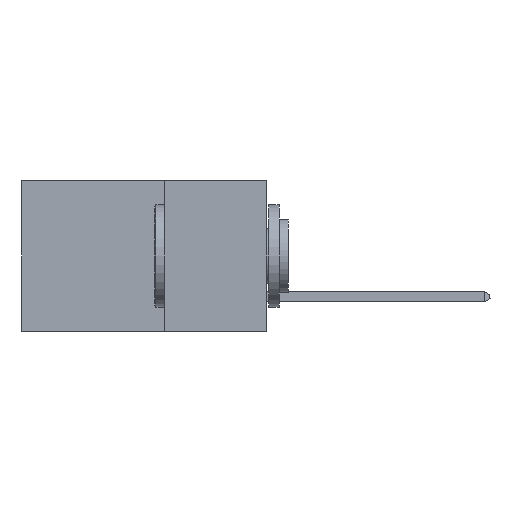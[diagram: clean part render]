
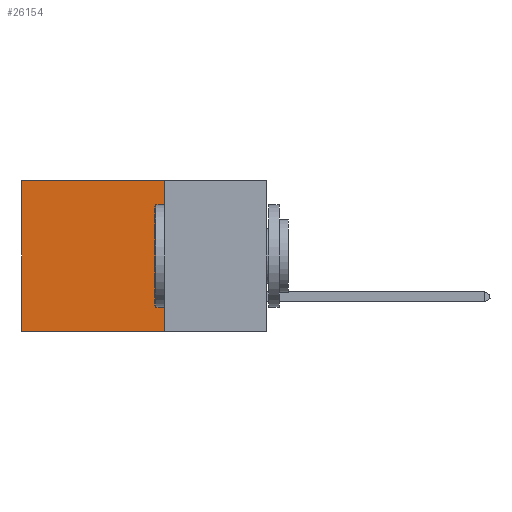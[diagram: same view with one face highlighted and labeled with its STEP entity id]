
A CAD part, left-side view. The second image highlights one B-rep face of the part: STEP entity #26154.
In plain terms, the highlighted planar face has unit normal (-1, 0, 0).
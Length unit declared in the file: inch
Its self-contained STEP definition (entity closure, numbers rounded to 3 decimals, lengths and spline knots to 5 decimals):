
#210 = DIRECTION ( 'NONE',  ( 0., 1., 0. ) ) ;
#2244 = EDGE_CURVE ( 'NONE', #2767, #47761, #8611, .T. ) ;
#2767 = VERTEX_POINT ( 'NONE', #29495 ) ;
#4021 = CARTESIAN_POINT ( 'NONE',  ( 0.2875, 0.6, -0.37 ) ) ;
#6053 = VECTOR ( 'NONE', #210, 39.37008 ) ;
#6096 = CARTESIAN_POINT ( 'NONE',  ( 0.2875, 0.25, -0.37 ) ) ;
#6529 = CARTESIAN_POINT ( 'NONE',  ( 0.2875, 0.25, 0. ) ) ;
#6748 = DIRECTION ( 'NONE',  ( 1., 0., 0. ) ) ;
#8611 = LINE ( 'NONE', #44108, #47839 ) ;
#9811 = DIRECTION ( 'NONE',  ( 0., 0., -1. ) ) ;
#12704 = CARTESIAN_POINT ( 'NONE',  ( 0.2875, 0.25, 0. ) ) ;
#14715 = FACE_OUTER_BOUND ( 'NONE', #48544, .T. ) ;
#20812 = DIRECTION ( 'NONE',  ( 0., 0., -1. ) ) ;
#20894 = ORIENTED_EDGE ( 'NONE', *, *, #2244, .T. ) ;
#21753 = VERTEX_POINT ( 'NONE', #6096 ) ;
#22075 = VERTEX_POINT ( 'NONE', #12704 ) ;
#22980 = VECTOR ( 'NONE', #26881, 39.37008 ) ;
#24189 = EDGE_CURVE ( 'NONE', #22075, #21753, #40434, .T. ) ;
#24868 = LINE ( 'NONE', #34764, #22980 ) ;
#26154 = ADVANCED_FACE ( 'NONE', ( #14715 ), #30231, .F. ) ;
#26287 = VECTOR ( 'NONE', #9811, 39.37008 ) ;
#26664 = ORIENTED_EDGE ( 'NONE', *, *, #40187, .T. ) ;
#26881 = DIRECTION ( 'NONE',  ( 0., 1., 0. ) ) ;
#29495 = CARTESIAN_POINT ( 'NONE',  ( 0.2875, 0.6, 0. ) ) ;
#30231 = PLANE ( 'NONE',  #46981 ) ;
#30571 = CARTESIAN_POINT ( 'NONE',  ( 0.2875, 0.25, 0. ) ) ;
#34764 = CARTESIAN_POINT ( 'NONE',  ( 0.2875, 0.25, -0.37 ) ) ;
#35040 = ORIENTED_EDGE ( 'NONE', *, *, #24189, .F. ) ;
#37267 = LINE ( 'NONE', #50787, #6053 ) ;
#40187 = EDGE_CURVE ( 'NONE', #22075, #2767, #37267, .T. ) ;
#40434 = LINE ( 'NONE', #6529, #26287 ) ;
#41760 = ORIENTED_EDGE ( 'NONE', *, *, #50057, .F. ) ;
#42019 = DIRECTION ( 'NONE',  ( 0., 0., -1. ) ) ;
#44108 = CARTESIAN_POINT ( 'NONE',  ( 0.2875, 0.6, 0. ) ) ;
#46981 = AXIS2_PLACEMENT_3D ( 'NONE', #30571, #6748, #42019 ) ;
#47761 = VERTEX_POINT ( 'NONE', #4021 ) ;
#47839 = VECTOR ( 'NONE', #20812, 39.37008 ) ;
#48544 = EDGE_LOOP ( 'NONE', ( #20894, #41760, #35040, #26664 ) ) ;
#50057 = EDGE_CURVE ( 'NONE', #21753, #47761, #24868, .T. ) ;
#50787 = CARTESIAN_POINT ( 'NONE',  ( 0.2875, 0.25, 0. ) ) ;
